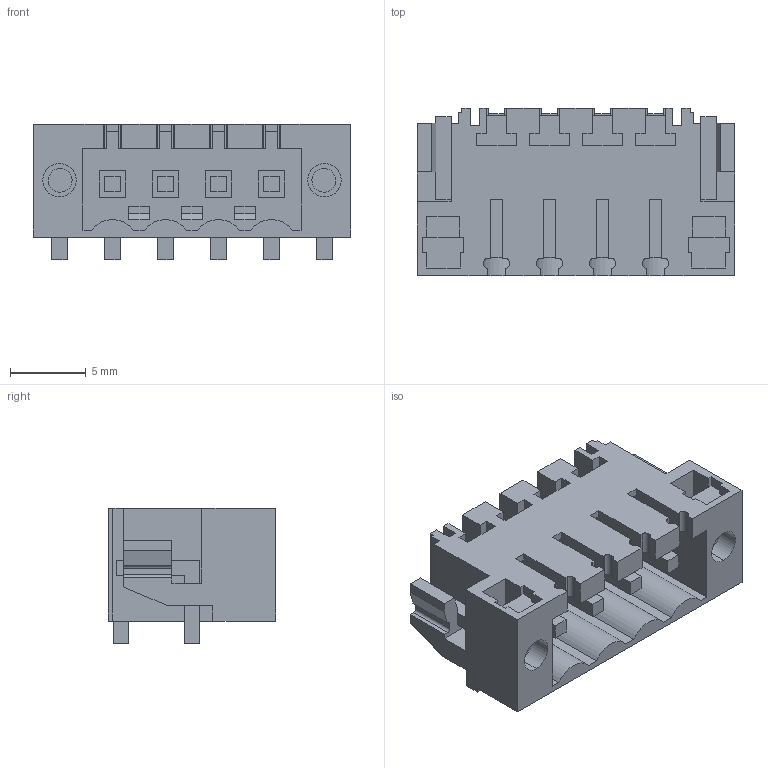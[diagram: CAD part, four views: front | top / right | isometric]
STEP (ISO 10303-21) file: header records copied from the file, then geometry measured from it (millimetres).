
FILE_DESCRIPTION(('CATIA V5 STEP Exchange','CAx-IF Rec.Pracs.--- Model Styling and Organization---1.2---2011-12-15'),'2;1');
FILE_NAME ('D1456532_0_1805330000_1805330000.stp','2018-03-10T11:42:19+00:00',('none'),('Weidmueller'),'CATIA Version 5-6 Release 2014','CATIA V5 STEP AP214','none');
FILE_SCHEMA(('AUTOMOTIVE_DESIGN { 1 0 10303 214 1 1 1 1 }'));
Length unit declared in the file: millimetre
Products named in the file (1): 1805330000
Bounding box: 20.95 x 11.05 x 8.95 mm (x, y, z)
Volume: 811.2 mm3; surface area: 2059.8 mm2
Topology: 7 solids, 7 shells, 364 faces, 1098 edges, 753 vertices
Faces by surface type: plane 332, cylinder 32
Entity records: 11670 total; most frequent: ORIENTED_EDGE 2196, CARTESIAN_POINT 2117, DIRECTION 1610, EDGE_CURVE 1098, VECTOR 1028, LINE 1028, VERTEX_POINT 753, EDGE_LOOP 385
